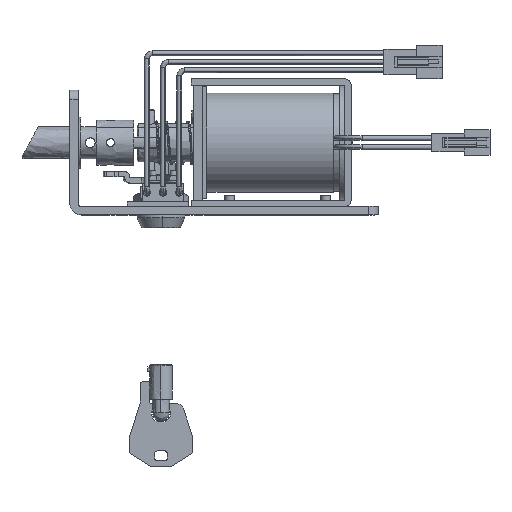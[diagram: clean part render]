
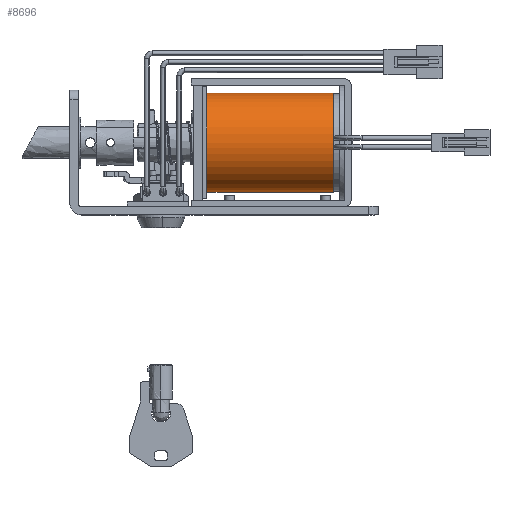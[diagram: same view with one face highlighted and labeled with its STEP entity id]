
A CAD part, top view. The second image highlights one B-rep face of the part: STEP entity #8696.
In plain terms, the highlighted free-form (B-spline) face has degree [2, 1] with [5, 2] control points.
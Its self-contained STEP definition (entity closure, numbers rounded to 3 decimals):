
#7292=CARTESIAN_POINT('',(14.4,7.129,15.054));
#7293=VERTEX_POINT('',#7292);
#7307=CARTESIAN_POINT('',(14.4,22.6,31.5));
#7308=VERTEX_POINT('',#7307);
#7309=CARTESIAN_POINT('',(14.4,7.129,15.054));
#7310=CARTESIAN_POINT('',(14.4,7.1,15.526));
#7311=CARTESIAN_POINT('',(14.4,7.1,16.));
#7312=CARTESIAN_POINT('',(14.4,7.1,31.5));
#7313=CARTESIAN_POINT('',(14.4,22.6,31.5));
#7321=(BOUNDED_CURVE()B_SPLINE_CURVE(2,(#7309,#7310,#7311,#7312,#7313),.UNSPECIFIED.,.F.,.U.)B_SPLINE_CURVE_WITH_KNOTS((3,2,3),(0.739,0.75,1.0),.UNSPECIFIED.)CURVE()GEOMETRIC_REPRESENTATION_ITEM()RATIONAL_B_SPLINE_CURVE((0.976,0.988,1.0,0.707,1.0))REPRESENTATION_ITEM(''));
#7322=EDGE_CURVE('',#7293,#7308,#7321,.T.);
#7324=CARTESIAN_POINT('',(14.4,38.071,16.946));
#7325=VERTEX_POINT('',#7324);
#7326=CARTESIAN_POINT('',(14.4,22.6,31.5));
#7327=CARTESIAN_POINT('',(14.4,37.181,31.5));
#7328=CARTESIAN_POINT('',(14.4,38.071,16.946));
#7336=(BOUNDED_CURVE()B_SPLINE_CURVE(2,(#7326,#7327,#7328),.UNSPECIFIED.,.F.,.U.)B_SPLINE_CURVE_WITH_KNOTS((3,3),(0.0,0.239),.UNSPECIFIED.)CURVE()GEOMETRIC_REPRESENTATION_ITEM()RATIONAL_B_SPLINE_CURVE((1.0,0.72,0.976))REPRESENTATION_ITEM(''));
#7337=EDGE_CURVE('',#7308,#7325,#7336,.T.);
#8594=CARTESIAN_POINT('',(54.,38.071,16.946));
#8595=VERTEX_POINT('',#8594);
#8596=CARTESIAN_POINT('',(54.,38.071,16.946));
#8597=CARTESIAN_POINT('',(14.4,38.071,16.946));
#8598=QUASI_UNIFORM_CURVE('',1,(#8596,#8597),.UNSPECIFIED.,.F.,.U.);
#8599=EDGE_CURVE('',#8595,#7325,#8598,.T.);
#8618=CARTESIAN_POINT('',(54.,7.129,15.054));
#8619=VERTEX_POINT('',#8618);
#8633=CARTESIAN_POINT('',(54.,7.129,15.054));
#8634=CARTESIAN_POINT('',(14.4,7.129,15.054));
#8635=QUASI_UNIFORM_CURVE('',1,(#8633,#8634),.UNSPECIFIED.,.F.,.U.);
#8636=EDGE_CURVE('',#8619,#7293,#8635,.T.);
#8642=CARTESIAN_POINT('',(54.99,7.129,15.054));
#8643=CARTESIAN_POINT('',(54.99,6.183,30.525));
#8644=CARTESIAN_POINT('',(54.99,21.654,31.471));
#8645=CARTESIAN_POINT('',(54.99,37.125,32.417));
#8646=CARTESIAN_POINT('',(54.99,38.071,16.946));
#8647=CARTESIAN_POINT('',(13.385,7.129,15.054));
#8648=CARTESIAN_POINT('',(13.385,6.183,30.525));
#8649=CARTESIAN_POINT('',(13.385,21.654,31.471));
#8650=CARTESIAN_POINT('',(13.385,37.125,32.417));
#8651=CARTESIAN_POINT('',(13.385,38.071,16.946));
#8659=(BOUNDED_SURFACE()B_SPLINE_SURFACE(2,1,((#8642,#8647),(#8643,#8648),(#8644,#8649),(#8645,#8650),(#8646,#8651)),.UNSPECIFIED.,.F.,.F.,.U.)B_SPLINE_SURFACE_WITH_KNOTS((3,2,3),(2,2),(0.0,25.681,51.362),(0.0,41.605),.UNSPECIFIED.)GEOMETRIC_REPRESENTATION_ITEM()RATIONAL_B_SPLINE_SURFACE(((1.0,1.0),(0.707,0.707),(1.0,1.0),(0.707,0.707),(1.0,1.0)))REPRESENTATION_ITEM('')SURFACE());
#8660=ORIENTED_EDGE('',*,*,#7337,.F.);
#8661=ORIENTED_EDGE('',*,*,#7322,.F.);
#8662=ORIENTED_EDGE('',*,*,#8636,.F.);
#8663=CARTESIAN_POINT('',(54.,22.6,31.5));
#8664=VERTEX_POINT('',#8663);
#8665=CARTESIAN_POINT('',(54.,7.129,15.054));
#8666=CARTESIAN_POINT('',(54.,7.1,15.526));
#8667=CARTESIAN_POINT('',(54.,7.1,16.));
#8668=CARTESIAN_POINT('',(54.,7.1,31.5));
#8669=CARTESIAN_POINT('',(54.,22.6,31.5));
#8677=(BOUNDED_CURVE()B_SPLINE_CURVE(2,(#8665,#8666,#8667,#8668,#8669),.UNSPECIFIED.,.F.,.U.)B_SPLINE_CURVE_WITH_KNOTS((3,2,3),(0.739,0.75,1.0),.UNSPECIFIED.)CURVE()GEOMETRIC_REPRESENTATION_ITEM()RATIONAL_B_SPLINE_CURVE((0.976,0.988,1.0,0.707,1.0))REPRESENTATION_ITEM(''));
#8678=EDGE_CURVE('',#8619,#8664,#8677,.T.);
#8679=ORIENTED_EDGE('',*,*,#8678,.T.);
#8680=CARTESIAN_POINT('',(54.,22.6,31.5));
#8681=CARTESIAN_POINT('',(54.,37.181,31.5));
#8682=CARTESIAN_POINT('',(54.,38.071,16.946));
#8690=(BOUNDED_CURVE()B_SPLINE_CURVE(2,(#8680,#8681,#8682),.UNSPECIFIED.,.F.,.U.)B_SPLINE_CURVE_WITH_KNOTS((3,3),(0.0,0.239),.UNSPECIFIED.)CURVE()GEOMETRIC_REPRESENTATION_ITEM()RATIONAL_B_SPLINE_CURVE((1.0,0.72,0.976))REPRESENTATION_ITEM(''));
#8691=EDGE_CURVE('',#8664,#8595,#8690,.T.);
#8692=ORIENTED_EDGE('',*,*,#8691,.T.);
#8693=ORIENTED_EDGE('',*,*,#8599,.T.);
#8694=EDGE_LOOP('',(#8660,#8661,#8662,#8679,#8692,#8693));
#8695=FACE_OUTER_BOUND('',#8694,.T.);
#8696=ADVANCED_FACE('',(#8695),#8659,.T.);
